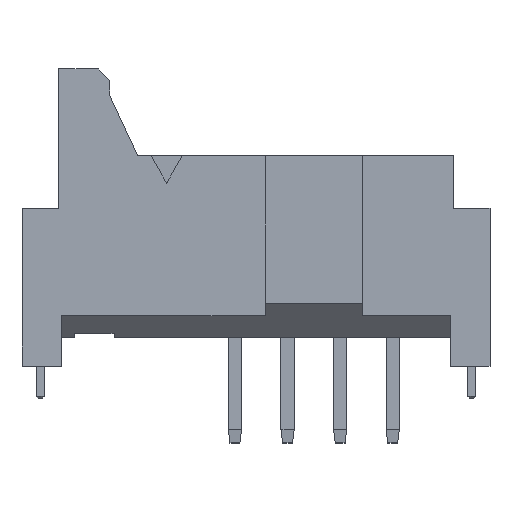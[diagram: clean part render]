
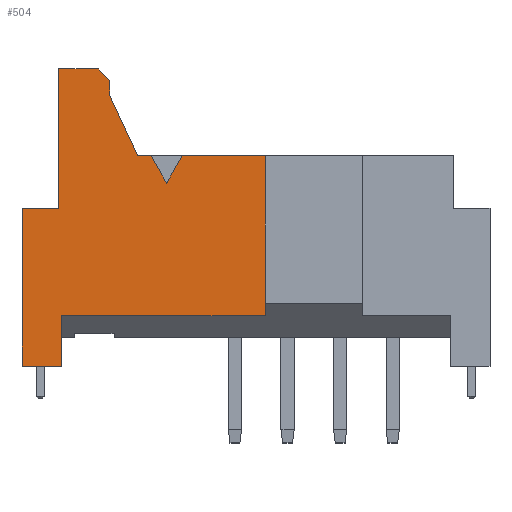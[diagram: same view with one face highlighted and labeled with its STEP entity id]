
A CAD part, top view. The second image highlights one B-rep face of the part: STEP entity #504.
In plain terms, the highlighted planar face has unit normal (0, 0, 1).
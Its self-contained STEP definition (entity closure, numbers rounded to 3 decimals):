
#504 = ADVANCED_FACE( '', ( #994 ), #995, .F. );
#994 = FACE_OUTER_BOUND( '', #1478, .T. );
#995 = PLANE( '', #1479 );
#1478 = EDGE_LOOP( '', ( #2815, #2816, #2817, #2818, #2819, #2820, #2821, #2822, #2823, #2824, #2825, #2826, #2827, #2828, #2829 ) );
#1479 = AXIS2_PLACEMENT_3D( '', #2830, #2831, #2832 );
#2815 = ORIENTED_EDGE( '', *, *, #3305, .F. );
#2816 = ORIENTED_EDGE( '', *, *, #3356, .F. );
#2817 = ORIENTED_EDGE( '', *, *, #3234, .T. );
#2818 = ORIENTED_EDGE( '', *, *, #3493, .T. );
#2819 = ORIENTED_EDGE( '', *, *, #3480, .T. );
#2820 = ORIENTED_EDGE( '', *, *, #3124, .T. );
#2821 = ORIENTED_EDGE( '', *, *, #3117, .T. );
#2822 = ORIENTED_EDGE( '', *, *, #3062, .T. );
#2823 = ORIENTED_EDGE( '', *, *, #3189, .T. );
#2824 = ORIENTED_EDGE( '', *, *, #3376, .T. );
#2825 = ORIENTED_EDGE( '', *, *, #3350, .T. );
#2826 = ORIENTED_EDGE( '', *, *, #3491, .T. );
#2827 = ORIENTED_EDGE( '', *, *, #3248, .F. );
#2828 = ORIENTED_EDGE( '', *, *, #3185, .F. );
#2829 = ORIENTED_EDGE( '', *, *, #3238, .T. );
#2830 = CARTESIAN_POINT( '', ( 5.05, 5.65, 2.8 ) );
#2831 = DIRECTION( '', ( 0., 0., -1. ) );
#2832 = DIRECTION( '', ( -1., 0., 0. ) );
#3062 = EDGE_CURVE( '', #3701, #3699, #3702, .T. );
#3117 = EDGE_CURVE( '', #3790, #3701, #3791, .T. );
#3124 = EDGE_CURVE( '', #3798, #3790, #3802, .T. );
#3185 = EDGE_CURVE( '', #3892, #3890, #3894, .T. );
#3189 = EDGE_CURVE( '', #3699, #3898, #3900, .T. );
#3234 = EDGE_CURVE( '', #3975, #3973, #3976, .T. );
#3238 = EDGE_CURVE( '', #3892, #3981, #3983, .T. );
#3248 = EDGE_CURVE( '', #3890, #3997, #3998, .T. );
#3305 = EDGE_CURVE( '', #4079, #3981, #4080, .T. );
#3350 = EDGE_CURVE( '', #4135, #4133, #4136, .T. );
#3356 = EDGE_CURVE( '', #3975, #4079, #4143, .T. );
#3376 = EDGE_CURVE( '', #3898, #4135, #4170, .T. );
#3480 = EDGE_CURVE( '', #4285, #3798, #4287, .T. );
#3491 = EDGE_CURVE( '', #4133, #3997, #4299, .T. );
#3493 = EDGE_CURVE( '', #3973, #4285, #4301, .T. );
#3699 = VERTEX_POINT( '', #4595 );
#3701 = VERTEX_POINT( '', #4598 );
#3702 = LINE( '', #4599, #4600 );
#3790 = VERTEX_POINT( '', #4729 );
#3791 = LINE( '', #4730, #4731 );
#3798 = VERTEX_POINT( '', #4741 );
#3802 = LINE( '', #4747, #4748 );
#3890 = VERTEX_POINT( '', #4879 );
#3892 = VERTEX_POINT( '', #4882 );
#3894 = LINE( '', #4885, #4886 );
#3898 = VERTEX_POINT( '', #4891 );
#3900 = LINE( '', #4894, #4895 );
#3973 = VERTEX_POINT( '', #5003 );
#3975 = VERTEX_POINT( '', #5006 );
#3976 = LINE( '', #5007, #5008 );
#3981 = VERTEX_POINT( '', #5015 );
#3983 = LINE( '', #5018, #5019 );
#3997 = VERTEX_POINT( '', #5040 );
#3998 = LINE( '', #5041, #5042 );
#4079 = VERTEX_POINT( '', #5167 );
#4080 = LINE( '', #5168, #5169 );
#4133 = VERTEX_POINT( '', #5253 );
#4135 = VERTEX_POINT( '', #5256 );
#4136 = LINE( '', #5257, #5258 );
#4143 = LINE( '', #5268, #5269 );
#4170 = LINE( '', #5309, #5310 );
#4285 = VERTEX_POINT( '', #5483 );
#4287 = LINE( '', #5486, #5487 );
#4299 = LINE( '', #5503, #5504 );
#4301 = LINE( '', #5506, #5507 );
#4595 = CARTESIAN_POINT( '', ( -9.7, 3.65, 2.8 ) );
#4598 = CARTESIAN_POINT( '', ( -9.7, 8.95, 2.8 ) );
#4599 = CARTESIAN_POINT( '', ( -9.7, 8.95, 2.8 ) );
#4600 = VECTOR( '', #5619, 1000. );
#4729 = CARTESIAN_POINT( '', ( -8.2, 8.95, 2.8 ) );
#4730 = CARTESIAN_POINT( '', ( -8.2, 8.95, 2.8 ) );
#4731 = VECTOR( '', #5661, 1000. );
#4741 = CARTESIAN_POINT( '', ( -7.767, 8.517, 2.8 ) );
#4747 = CARTESIAN_POINT( '', ( -7.767, 8.517, 2.8 ) );
#4748 = VECTOR( '', #5667, 1000. );
#4879 = CARTESIAN_POINT( '', ( -1.85, -0.431, 2.8 ) );
#4882 = CARTESIAN_POINT( '', ( -1.85, 5.65, 2.8 ) );
#4885 = CARTESIAN_POINT( '', ( -1.85, 5.65, 2.8 ) );
#4886 = VECTOR( '', #5713, 1000. );
#4891 = CARTESIAN_POINT( '', ( -11.1, 3.65, 2.8 ) );
#4894 = CARTESIAN_POINT( '', ( -9.7, 3.65, 2.8 ) );
#4895 = VECTOR( '', #5716, 1000. );
#5003 = CARTESIAN_POINT( '', ( -6.7, 5.65, 2.8 ) );
#5006 = CARTESIAN_POINT( '', ( -6.2, 5.65, 2.8 ) );
#5007 = CARTESIAN_POINT( '', ( 5.05, 5.65, 2.8 ) );
#5008 = VECTOR( '', #5753, 1000. );
#5015 = CARTESIAN_POINT( '', ( -5., 5.65, 2.8 ) );
#5018 = CARTESIAN_POINT( '', ( 5.05, 5.65, 2.8 ) );
#5019 = VECTOR( '', #5757, 1000. );
#5040 = CARTESIAN_POINT( '', ( -9.6, -0.431, 2.8 ) );
#5041 = CARTESIAN_POINT( '', ( 5.05, -0.431, 2.8 ) );
#5042 = VECTOR( '', #5765, 1000. );
#5167 = CARTESIAN_POINT( '', ( -5.6, 4.611, 2.8 ) );
#5168 = CARTESIAN_POINT( '', ( -5.6, 4.611, 2.8 ) );
#5169 = VECTOR( '', #5810, 1000. );
#5253 = CARTESIAN_POINT( '', ( -9.6, -2.35, 2.8 ) );
#5256 = CARTESIAN_POINT( '', ( -11.1, -2.35, 2.8 ) );
#5257 = CARTESIAN_POINT( '', ( -11.1, -2.35, 2.8 ) );
#5258 = VECTOR( '', #5843, 1000. );
#5268 = CARTESIAN_POINT( '', ( -6.2, 5.65, 2.8 ) );
#5269 = VECTOR( '', #5847, 1000. );
#5309 = CARTESIAN_POINT( '', ( -11.1, 3.65, 2.8 ) );
#5310 = VECTOR( '', #5861, 1000. );
#5483 = CARTESIAN_POINT( '', ( -7.767, 7.95, 2.8 ) );
#5486 = CARTESIAN_POINT( '', ( -7.767, 7.95, 2.8 ) );
#5487 = VECTOR( '', #5921, 1000. );
#5503 = CARTESIAN_POINT( '', ( -9.6, -2.35, 2.8 ) );
#5504 = VECTOR( '', #5926, 1000. );
#5506 = CARTESIAN_POINT( '', ( -6.7, 5.65, 2.8 ) );
#5507 = VECTOR( '', #5927, 1000. );
#5619 = DIRECTION( '', ( 0., -1., 0. ) );
#5661 = DIRECTION( '', ( -1., 0., 0. ) );
#5667 = DIRECTION( '', ( -0.707, 0.707, 0. ) );
#5713 = DIRECTION( '', ( 0., -1., 0. ) );
#5716 = DIRECTION( '', ( -1., 0., 0. ) );
#5753 = DIRECTION( '', ( -1., 0., 0. ) );
#5757 = DIRECTION( '', ( -1., 0., 0. ) );
#5765 = DIRECTION( '', ( -1., 0., 0. ) );
#5810 = DIRECTION( '', ( 0.5, 0.866, 0. ) );
#5843 = DIRECTION( '', ( 1., 0., 0. ) );
#5847 = DIRECTION( '', ( 0.5, -0.866, 0. ) );
#5861 = DIRECTION( '', ( 0., -1., 0. ) );
#5921 = DIRECTION( '', ( 0., 1., 0. ) );
#5926 = DIRECTION( '', ( 0., 1., 0. ) );
#5927 = DIRECTION( '', ( -0.421, 0.907, 0. ) );
